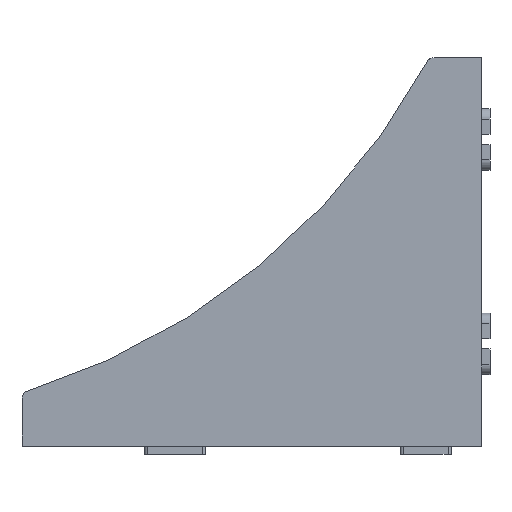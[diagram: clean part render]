
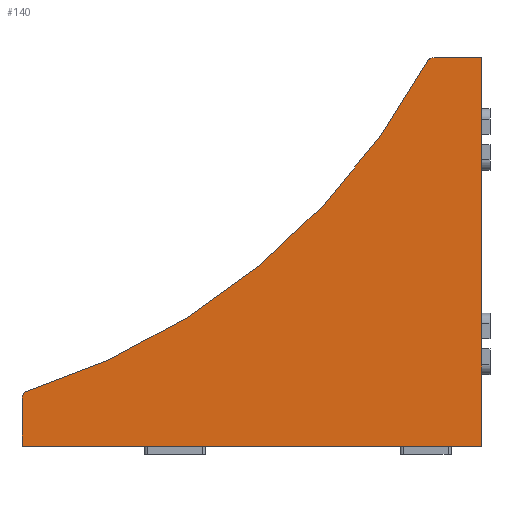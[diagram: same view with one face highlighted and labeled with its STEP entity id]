
A CAD part, left-side view. The second image highlights one B-rep face of the part: STEP entity #140.
In plain terms, the highlighted planar face has unit normal (-1, 0, 0).
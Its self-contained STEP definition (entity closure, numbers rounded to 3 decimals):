
#140 = ADVANCED_FACE( '', ( #318 ), #319, .F. );
#318 = FACE_OUTER_BOUND( '', #665, .T. );
#319 = PLANE( '', #666 );
#665 = EDGE_LOOP( '', ( #1063, #1064, #1065, #1066, #1067, #1068, #1069 ) );
#666 = AXIS2_PLACEMENT_3D( '', #1070, #1071, #1072 );
#1063 = ORIENTED_EDGE( '', *, *, #2407, .F. );
#1064 = ORIENTED_EDGE( '', *, *, #2408, .T. );
#1065 = ORIENTED_EDGE( '', *, *, #2409, .T. );
#1066 = ORIENTED_EDGE( '', *, *, #2410, .F. );
#1067 = ORIENTED_EDGE( '', *, *, #2411, .F. );
#1068 = ORIENTED_EDGE( '', *, *, #2379, .T. );
#1069 = ORIENTED_EDGE( '', *, *, #2412, .F. );
#1070 = CARTESIAN_POINT( '', ( -20., 4.641, 37. ) );
#1071 = DIRECTION( '', ( 1., 0., 0. ) );
#1072 = DIRECTION( '', ( 0., 0., -1. ) );
#2379 = EDGE_CURVE( '', #2849, #2847, #2850, .T. );
#2407 = EDGE_CURVE( '', #2902, #2903, #2904, .T. );
#2408 = EDGE_CURVE( '', #2902, #2905, #2906, .T. );
#2409 = EDGE_CURVE( '', #2905, #2907, #2908, .T. );
#2410 = EDGE_CURVE( '', #2909, #2907, #2910, .T. );
#2411 = EDGE_CURVE( '', #2849, #2909, #2911, .T. );
#2412 = EDGE_CURVE( '', #2903, #2847, #2912, .T. );
#2847 = VERTEX_POINT( '', #3606 );
#2849 = VERTEX_POINT( '', #3609 );
#2850 = CIRCLE( '', #3610, 67.589 );
#2902 = VERTEX_POINT( '', #3679 );
#2903 = VERTEX_POINT( '', #3680 );
#2904 = LINE( '', #3681, #3682 );
#2905 = VERTEX_POINT( '', #3683 );
#2906 = LINE( '', #3684, #3685 );
#2907 = VERTEX_POINT( '', #3686 );
#2908 = LINE( '', #3687, #3688 );
#2909 = VERTEX_POINT( '', #3689 );
#2910 = LINE( '', #3690, #3691 );
#2911 = CIRCLE( '', #3692, 1. );
#2912 = CIRCLE( '', #3693, 1. );
#3606 = CARTESIAN_POINT( '', ( -20., 44.636, 5.3 ) );
#3609 = CARTESIAN_POINT( '', ( -20., 5.277, 37.771 ) );
#3610 = AXIS2_PLACEMENT_3D( '', #4667, #4668, #4669 );
#3679 = CARTESIAN_POINT( '', ( -20., 45., 0. ) );
#3680 = CARTESIAN_POINT( '', ( -20., 45., 4.529 ) );
#3681 = CARTESIAN_POINT( '', ( -20., 45., 0. ) );
#3682 = VECTOR( '', #4717, 1000. );
#3683 = CARTESIAN_POINT( '', ( -20., 0., 0. ) );
#3684 = CARTESIAN_POINT( '', ( -20., 45., 0. ) );
#3685 = VECTOR( '', #4718, 1000. );
#3686 = CARTESIAN_POINT( '', ( -20., 0., 38. ) );
#3687 = CARTESIAN_POINT( '', ( -20., 0., -0.8 ) );
#3688 = VECTOR( '', #4719, 1000. );
#3689 = CARTESIAN_POINT( '', ( -20., 4.641, 38. ) );
#3690 = CARTESIAN_POINT( '', ( -20., 4.641, 38. ) );
#3691 = VECTOR( '', #4720, 1000. );
#3692 = AXIS2_PLACEMENT_3D( '', #4721, #4722, #4723 );
#3693 = AXIS2_PLACEMENT_3D( '', #4724, #4725, #4726 );
#4667 = CARTESIAN_POINT( '', ( -20., 64.787, 69.815 ) );
#4668 = DIRECTION( '', ( 1., 0., 0. ) );
#4669 = DIRECTION( '', ( 0., 0., -1. ) );
#4717 = DIRECTION( '', ( 0., 0., 1. ) );
#4718 = DIRECTION( '', ( 0., -1., 0. ) );
#4719 = DIRECTION( '', ( 0., 0., 1. ) );
#4720 = DIRECTION( '', ( 0., -1., 0. ) );
#4721 = CARTESIAN_POINT( '', ( -20., 4.641, 37. ) );
#4722 = DIRECTION( '', ( 1., 0., 0. ) );
#4723 = DIRECTION( '', ( 0., 0., -1. ) );
#4724 = CARTESIAN_POINT( '', ( -20., 44., 4.529 ) );
#4725 = DIRECTION( '', ( 1., 0., 0. ) );
#4726 = DIRECTION( '', ( 0., 0., -1. ) );
